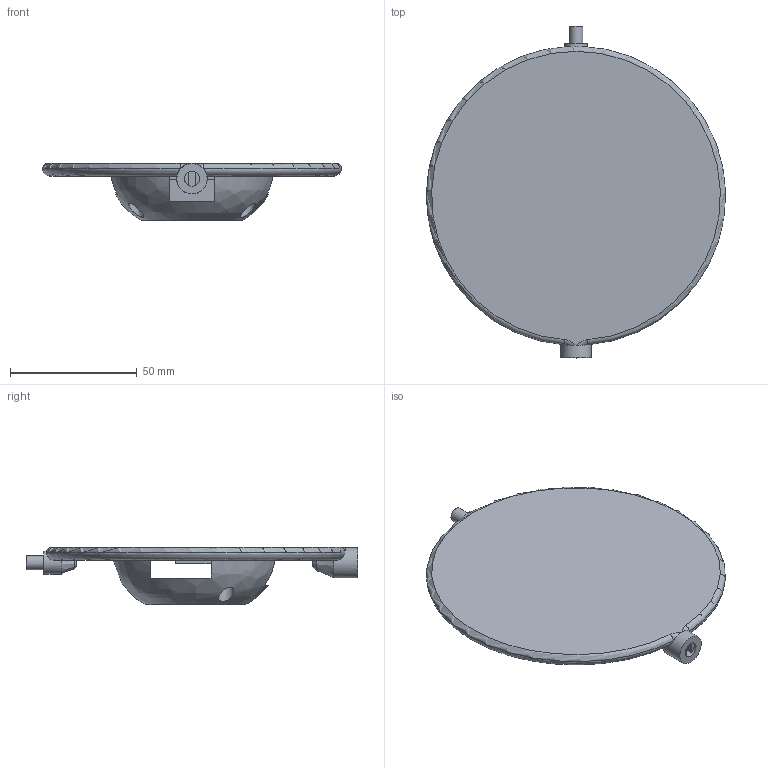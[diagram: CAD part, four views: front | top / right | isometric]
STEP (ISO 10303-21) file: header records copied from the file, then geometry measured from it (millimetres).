
FILE_DESCRIPTION(/* description */ (''),/* implementation_level */ '2;1');
FILE_NAME(/* name */ 'Open AIR Valve Bottom_A.step',/* time_stamp */ '2022-11-13T13:22:29+01:00',/* author */ (''),/* organization */ (''),/* preprocessor_version */ 'ST-DEVELOPER v19.2',/* originating_system */ 'Autodesk Translation Framework v11.17.0.187',/* authorisation */ '');
FILE_SCHEMA (('AUTOMOTIVE_DESIGN { 1 0 10303 214 3 1 1 }'));
Length unit declared in the file: millimetre
Products named in the file (3): OpenDucoValve-ValveBody; Valve Disc; Component29
Assembly tree (2 placements, depth 3):
  OpenDucoValve-ValveBody
    Valve Disc
      Component29
Bounding box: 117.98 x 131 x 22.5 mm (x, y, z)
Volume: 73659.9 mm3; surface area: 35599.4 mm2
Topology: 2 solids, 2 shells, 304 faces, 801 edges, 530 vertices
Faces by surface type: plane 154, bspline 129, cylinder 16, torus 3, cone 2
Full cylindrical faces by diameter (mm): 3 x2, 3.5 x3, 4.1 x3, 5.5 x1, 6 x4, 9 x1, 12 x1
Entity records: 10991 total; most frequent: CARTESIAN_POINT 4299, ORIENTED_EDGE 1598, DIRECTION 922, EDGE_CURVE 799, VERTEX_POINT 530, LINE 466, VECTOR 466, EDGE_LOOP 341
